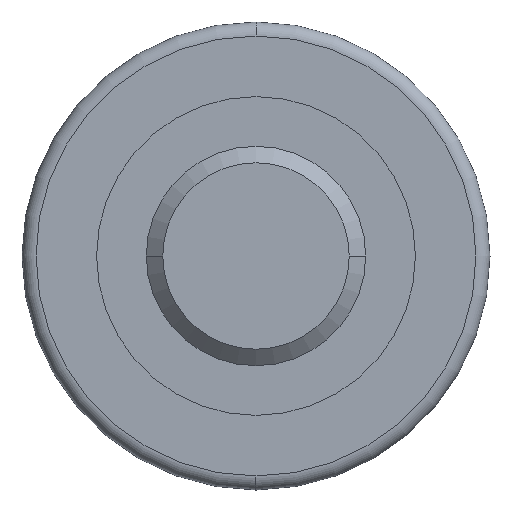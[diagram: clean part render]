
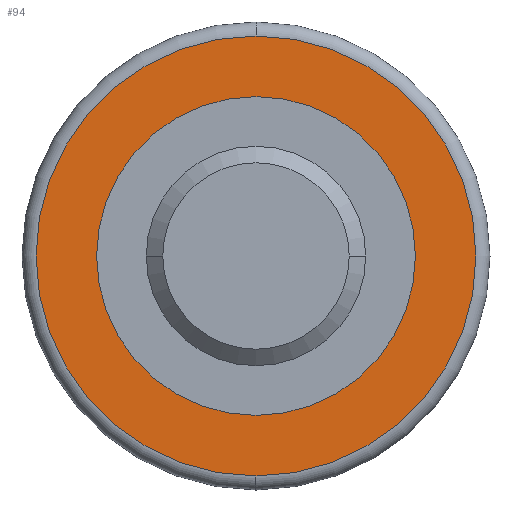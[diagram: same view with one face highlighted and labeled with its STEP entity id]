
A CAD part, left-side view. The second image highlights one B-rep face of the part: STEP entity #94.
In plain terms, the highlighted planar face has unit normal (-1, 0, 0).
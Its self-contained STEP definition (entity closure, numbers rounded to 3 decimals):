
#94=ADVANCED_FACE('',(#144,#145),#146,.T.);
#144=FACE_OUTER_BOUND('',#207,.T.);
#145=FACE_BOUND('',#208,.T.);
#146=PLANE('',#209);
#207=EDGE_LOOP('',(#386,#387,#388));
#208=EDGE_LOOP('',(#389,#390));
#209=AXIS2_PLACEMENT_3D('',#391,#392,#393);
#386=ORIENTED_EDGE('',*,*,#485,.T.);
#387=ORIENTED_EDGE('',*,*,#534,.T.);
#388=ORIENTED_EDGE('',*,*,#486,.T.);
#389=ORIENTED_EDGE('',*,*,#473,.T.);
#390=ORIENTED_EDGE('',*,*,#535,.T.);
#391=CARTESIAN_POINT('',(15.0,75.2,0.));
#392=DIRECTION('',(-1.0,0.,0.));
#393=DIRECTION('',(0.,1.0,0.));
#473=EDGE_CURVE('',#545,#549,#551,.T.);
#485=EDGE_CURVE('',#574,#572,#575,.T.);
#486=EDGE_CURVE('',#566,#574,#576,.T.);
#534=EDGE_CURVE('',#572,#566,#657,.T.);
#535=EDGE_CURVE('',#549,#545,#658,.T.);
#545=VERTEX_POINT('',#668);
#549=VERTEX_POINT('',#673);
#551=CIRCLE('',#676,109.0);
#566=VERTEX_POINT('',#695);
#572=VERTEX_POINT('',#701);
#574=VERTEX_POINT('',#703);
#575=CIRCLE('',#704,150.4);
#576=CIRCLE('',#705,150.4);
#657=CIRCLE('',#1105,150.4);
#658=CIRCLE('',#1106,109.0);
#668=CARTESIAN_POINT('',(15.0,0.0,-109.0));
#673=CARTESIAN_POINT('',(15.0,0.,109.0));
#676=AXIS2_PLACEMENT_3D('',#1120,#1121,#1122);
#695=CARTESIAN_POINT('',(15.0,0.,150.4));
#701=CARTESIAN_POINT('',(15.0,0.,-150.4));
#703=CARTESIAN_POINT('',(15.0,150.4,0.));
#704=AXIS2_PLACEMENT_3D('',#1148,#1149,#1150);
#705=AXIS2_PLACEMENT_3D('',#1151,#1152,#1153);
#1105=AXIS2_PLACEMENT_3D('',#1225,#1226,#1227);
#1106=AXIS2_PLACEMENT_3D('',#1228,#1229,#1230);
#1120=CARTESIAN_POINT('',(15.0,0.0,0.0));
#1121=DIRECTION('',(1.0,0.0,0.0));
#1122=DIRECTION('',(0.0,0.0,-1.0));
#1148=CARTESIAN_POINT('',(15.0,0.0,0.));
#1149=DIRECTION('',(-1.0,0.0,0.));
#1150=DIRECTION('',(0.0,1.0,0.0));
#1151=CARTESIAN_POINT('',(15.0,0.0,0.));
#1152=DIRECTION('',(-1.0,0.0,0.));
#1153=DIRECTION('',(0.0,1.0,0.0));
#1225=CARTESIAN_POINT('',(15.0,0.0,0.));
#1226=DIRECTION('',(-1.0,0.0,0.));
#1227=DIRECTION('',(0.0,1.0,0.0));
#1228=CARTESIAN_POINT('',(15.0,0.0,0.0));
#1229=DIRECTION('',(1.0,0.0,0.0));
#1230=DIRECTION('',(0.0,0.0,-1.0));
